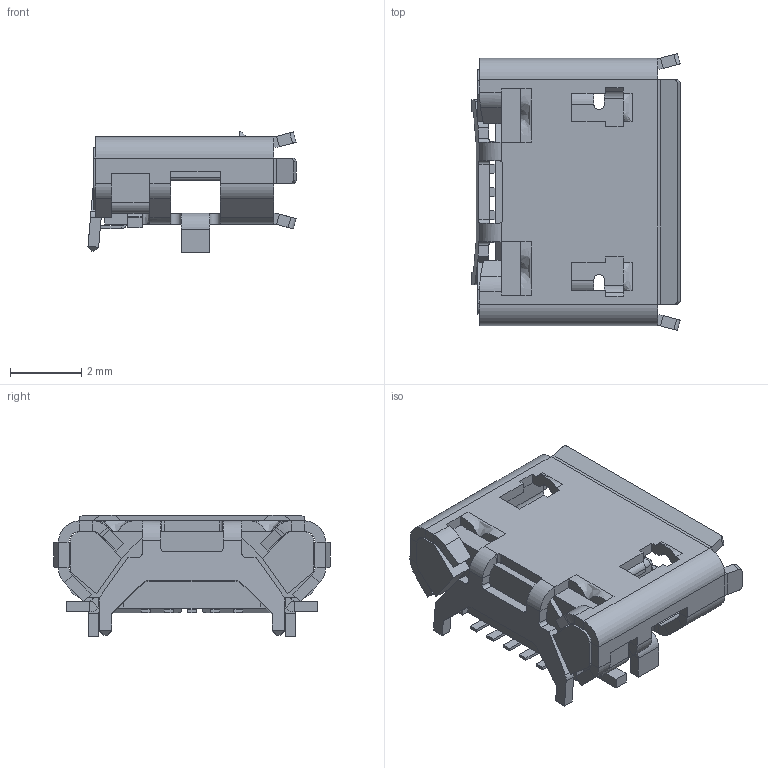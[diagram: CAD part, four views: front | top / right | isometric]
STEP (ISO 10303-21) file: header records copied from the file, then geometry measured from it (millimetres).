
FILE_DESCRIPTION(/* description */ (''),/* implementation_level */ '2;1');
FILE_NAME(/* name */ '0f69fba3-69fe-4885-928e-7f0466b52a0b.stp',/* time_stamp */ '2017-09-04T00:08:21+00:00',/* author */ (''),/* organization */ (''),/* preprocessor_version */ 'ST-DEVELOPER v16.13',/* originating_system */ 'Autodesk Translation Framework v6.1.1.50',/* authorisation */ '');
FILE_SCHEMA (('AUTOMOTIVE_DESIGN { 1 0 10303 214 3 1 1 }'));
Length unit declared in the file: millimetre
Products named in the file (5): micro_usb_connector v17; shield; socket_housing; socket_plate; terminal
Assembly tree (8 placements, depth 2):
  micro_usb_connector v17
    shield
    socket_housing
    socket_plate
    terminal  x5
Bounding box: 5.84 x 7.77 x 3.4 mm (x, y, z)
Volume: 44.7 mm3; surface area: 332.4 mm2
Topology: 8 solids, 8 shells, 952 faces, 2356 edges, 1410 vertices
Faces by surface type: plane 640, cylinder 283, bspline 27, sphere 2
Full cylindrical faces by diameter (mm): 0.6 x4
Entity records: 24580 total; most frequent: CARTESIAN_POINT 4883, DIRECTION 4091, ORIENTED_EDGE 4072, EDGE_CURVE 2036, LINE 1521, VECTOR 1521, AXIS2_PLACEMENT_3D 1285, VERTEX_POINT 1232
